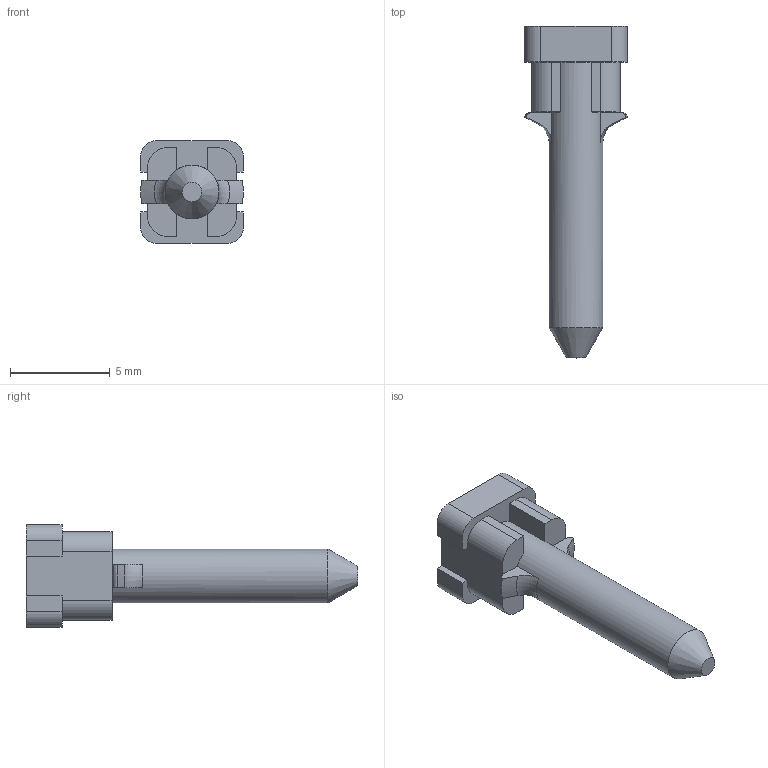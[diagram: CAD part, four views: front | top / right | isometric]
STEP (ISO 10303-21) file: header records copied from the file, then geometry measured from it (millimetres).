
FILE_DESCRIPTION(/* description */ (''),/* implementation_level */ '2;1');
FILE_NAME(/* name */ '15316894-ENV10_03-SEAL.stp',/* time_stamp */ '2024-01-25T13:27:58+08:00',/* author */ (''),/* organization */ (''),/* preprocessor_version */ 'ST-DEVELOPER v16',/* originating_system */ 'SIEMENS PLM Software NX 11.0',/* authorisation */ '');
FILE_SCHEMA (('AUTOMOTIVE_DESIGN { 1 0 10303 214 3 1 1 1 }'));
Length unit declared in the file: millimetre
Products named in the file (1): 15316894-ENV10_03-SEAL
Bounding box: 5.15 x 16.6 x 5.15 mm (x, y, z)
Volume: 152.4 mm3; surface area: 237.5 mm2
Topology: 1 solids, 1 shells, 50 faces, 141 edges, 93 vertices
Faces by surface type: plane 32, cylinder 9, cone 5, torus 4
Full cylindrical faces by diameter (mm): 2.7 x1
Entity records: 1718 total; most frequent: CARTESIAN_POINT 409, ORIENTED_EDGE 276, DIRECTION 260, EDGE_CURVE 138, VERTEX_POINT 92, AXIS2_PLACEMENT_3D 87, LINE 86, VECTOR 86
